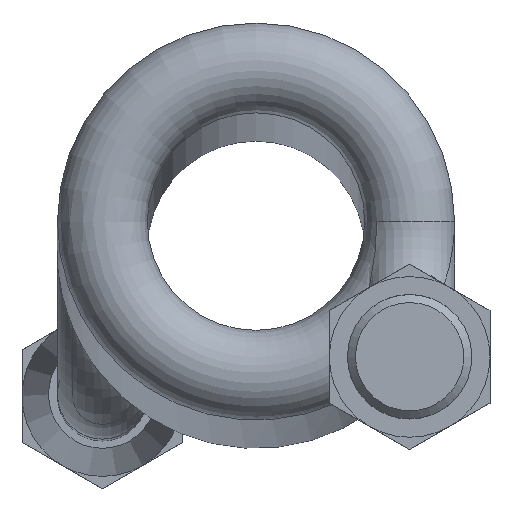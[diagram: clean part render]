
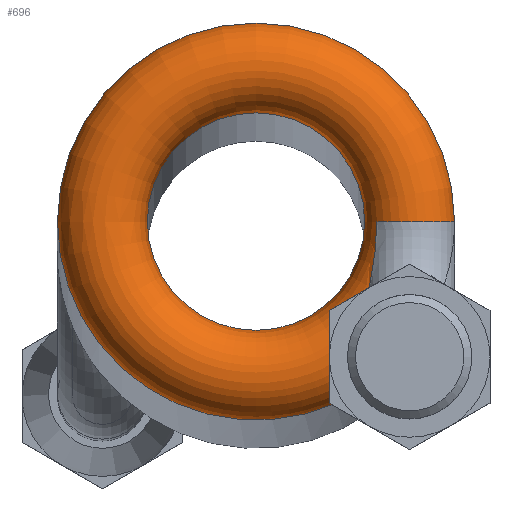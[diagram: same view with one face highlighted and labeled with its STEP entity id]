
A CAD part, top view. The second image highlights one B-rep face of the part: STEP entity #696.
In plain terms, the highlighted toroidal (fillet/blend) face has major radius 16.25 mm and minor radius 4.75 mm.
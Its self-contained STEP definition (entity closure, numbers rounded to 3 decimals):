
#26=B_SPLINE_CURVE_WITH_KNOTS('',3,(#1138,#1139,#1140,#1141,#1142,#1143,
#1144,#1145,#1146,#1147,#1148,#1149,#1150,#1151),.UNSPECIFIED.,.F.,.F.,
(4,1,1,1,1,1,1,1,1,1,1,4),(0.,0.002,0.005,
0.008,0.01,0.012,0.013,
0.014,0.016,0.017,0.018,
0.021),.UNSPECIFIED.);
#32=TOROIDAL_SURFACE('',#777,16.25,4.75);
#62=CIRCLE('',#778,11.5);
#63=CIRCLE('',#779,21.);
#64=CIRCLE('',#780,4.75);
#116=ORIENTED_EDGE('',*,*,#292,.T.);
#117=ORIENTED_EDGE('',*,*,#293,.F.);
#118=ORIENTED_EDGE('',*,*,#294,.F.);
#119=ORIENTED_EDGE('',*,*,#295,.T.);
#292=EDGE_CURVE('',#372,#372,#62,.T.);
#293=EDGE_CURVE('',#373,#374,#63,.T.);
#294=EDGE_CURVE('',#375,#373,#26,.T.);
#295=EDGE_CURVE('',#375,#374,#64,.T.);
#372=VERTEX_POINT('',#1134);
#373=VERTEX_POINT('',#1136);
#374=VERTEX_POINT('',#1137);
#375=VERTEX_POINT('',#1152);
#518=EDGE_LOOP('',(#116));
#519=EDGE_LOOP('',(#117,#118,#119));
#592=FACE_BOUND('',#518,.T.);
#593=FACE_BOUND('',#519,.T.);
#696=ADVANCED_FACE('',(#592,#593),#32,.T.);
#777=AXIS2_PLACEMENT_3D('',#1132,#911,#912);
#778=AXIS2_PLACEMENT_3D('',#1133,#913,#914);
#779=AXIS2_PLACEMENT_3D('',#1135,#915,#916);
#780=AXIS2_PLACEMENT_3D('',#1153,#917,#918);
#911=DIRECTION('',(0.,0.,-1.));
#912=DIRECTION('',(-1.,0.,0.));
#913=DIRECTION('',(0.,0.,-1.));
#914=DIRECTION('',(-1.,0.,0.));
#915=DIRECTION('',(0.,0.,-1.));
#916=DIRECTION('',(-1.,0.,0.));
#917=DIRECTION('',(0.,1.,0.));
#918=DIRECTION('',(1.,0.,0.));
#1132=CARTESIAN_POINT('',(0.,21.,-4.75));
#1133=CARTESIAN_POINT('',(0.,21.,-4.75));
#1134=CARTESIAN_POINT('',(-11.5,21.,-4.75));
#1135=CARTESIAN_POINT('',(0.,21.,-4.75));
#1136=CARTESIAN_POINT('',(16.551,8.075,-4.75));
#1137=CARTESIAN_POINT('',(21.,21.,-4.75));
#1138=CARTESIAN_POINT('',(12.786,21.,-1.5));
#1139=CARTESIAN_POINT('',(12.787,20.125,-1.499));
#1140=CARTESIAN_POINT('',(12.694,18.375,-1.401));
#1141=CARTESIAN_POINT('',(12.325,15.803,-1.005));
#1142=CARTESIAN_POINT('',(11.85,13.282,-0.479));
#1143=CARTESIAN_POINT('',(11.517,11.145,-0.078));
#1144=CARTESIAN_POINT('',(11.48,9.422,0.033));
#1145=CARTESIAN_POINT('',(11.668,8.097,-0.086));
#1146=CARTESIAN_POINT('',(12.219,6.946,-0.561));
#1147=CARTESIAN_POINT('',(13.112,6.317,-1.387));
#1148=CARTESIAN_POINT('',(14.083,6.269,-2.317));
#1149=CARTESIAN_POINT('',(15.309,6.737,-3.512));
#1150=CARTESIAN_POINT('',(16.094,7.49,-4.292));
#1151=CARTESIAN_POINT('',(16.551,8.075,-4.75));
#1152=CARTESIAN_POINT('',(12.786,21.,-1.5));
#1153=CARTESIAN_POINT('',(16.25,21.,-4.75));
